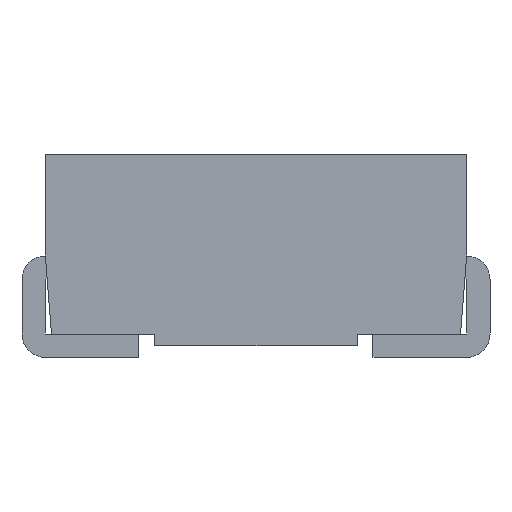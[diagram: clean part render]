
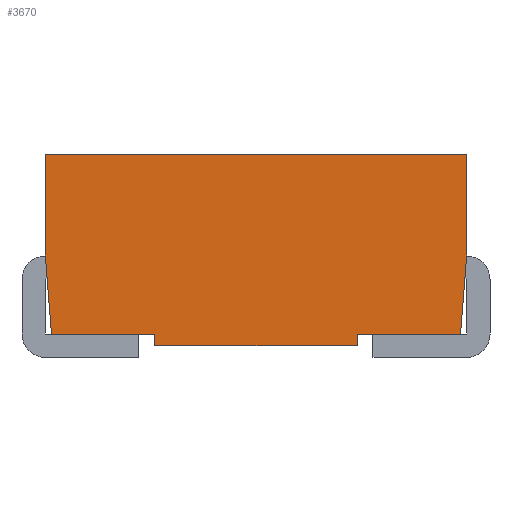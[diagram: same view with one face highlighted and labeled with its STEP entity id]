
A CAD part, front view. The second image highlights one B-rep face of the part: STEP entity #3670.
In plain terms, the highlighted planar face has unit normal (0, -1, 0).
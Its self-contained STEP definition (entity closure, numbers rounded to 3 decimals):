
#3265 = VERTEX_POINT('',#3266);
#3266 = CARTESIAN_POINT('',(-1.35,-1.,1.3));
#3272 = EDGE_CURVE('',#3265,#3273,#3275,.T.);
#3273 = VERTEX_POINT('',#3274);
#3274 = CARTESIAN_POINT('',(1.35,-1.,1.3));
#3275 = LINE('',#3276,#3277);
#3276 = CARTESIAN_POINT('',(2.685,-1.,1.3));
#3277 = VECTOR('',#3278,1.);
#3278 = DIRECTION('',(1.,0.,0.));
#3327 = VERTEX_POINT('',#3328);
#3328 = CARTESIAN_POINT('',(-1.35,-1.,0.65));
#3334 = EDGE_CURVE('',#3327,#3265,#3335,.T.);
#3335 = LINE('',#3336,#3337);
#3336 = CARTESIAN_POINT('',(-1.35,-1.,0.65));
#3337 = VECTOR('',#3338,1.);
#3338 = DIRECTION('',(0.,0.,1.));
#3376 = VERTEX_POINT('',#3377);
#3377 = CARTESIAN_POINT('',(-1.311,-1.,0.15));
#3383 = EDGE_CURVE('',#3376,#3327,#3384,.T.);
#3384 = LINE('',#3385,#3386);
#3385 = CARTESIAN_POINT('',(-1.325,-1.,
    0.334));
#3386 = VECTOR('',#3387,1.);
#3387 = DIRECTION('',(-0.078,0.,
    0.997));
#3431 = VERTEX_POINT('',#3432);
#3432 = CARTESIAN_POINT('',(-0.65,-1.,0.15));
#3438 = EDGE_CURVE('',#3376,#3431,#3439,.T.);
#3439 = LINE('',#3440,#3441);
#3440 = CARTESIAN_POINT('',(2.685,-1.,0.15));
#3441 = VECTOR('',#3442,1.);
#3442 = DIRECTION('',(1.,0.,0.));
#3492 = VERTEX_POINT('',#3493);
#3493 = CARTESIAN_POINT('',(1.35,-1.,0.65));
#3499 = EDGE_CURVE('',#3500,#3492,#3502,.T.);
#3500 = VERTEX_POINT('',#3501);
#3501 = CARTESIAN_POINT('',(1.311,-1.,0.15));
#3502 = LINE('',#3503,#3504);
#3503 = CARTESIAN_POINT('',(1.358,-1.,0.754
    ));
#3504 = VECTOR('',#3505,1.);
#3505 = DIRECTION('',(0.078,0.,
    0.997));
#3561 = EDGE_CURVE('',#3500,#3562,#3564,.T.);
#3562 = VERTEX_POINT('',#3563);
#3563 = CARTESIAN_POINT('',(0.65,-1.,0.15));
#3564 = LINE('',#3565,#3566);
#3565 = CARTESIAN_POINT('',(2.685,-1.,0.15));
#3566 = VECTOR('',#3567,1.);
#3567 = DIRECTION('',(-1.,0.,0.));
#3585 = EDGE_CURVE('',#3492,#3273,#3586,.T.);
#3586 = LINE('',#3587,#3588);
#3587 = CARTESIAN_POINT('',(1.35,-1.,0.65));
#3588 = VECTOR('',#3589,1.);
#3589 = DIRECTION('',(0.,0.,1.));
#3609 = EDGE_CURVE('',#3562,#3610,#3612,.T.);
#3610 = VERTEX_POINT('',#3611);
#3611 = CARTESIAN_POINT('',(0.65,-1.,
    0.075));
#3612 = LINE('',#3613,#3614);
#3613 = CARTESIAN_POINT('',(0.65,-1.,0.65));
#3614 = VECTOR('',#3615,1.);
#3615 = DIRECTION('',(0.,0.,-1.));
#3633 = EDGE_CURVE('',#3634,#3610,#3636,.T.);
#3634 = VERTEX_POINT('',#3635);
#3635 = CARTESIAN_POINT('',(-0.65,-1.,
    0.075));
#3636 = LINE('',#3637,#3638);
#3637 = CARTESIAN_POINT('',(2.685,-1.,
    0.075));
#3638 = VECTOR('',#3639,1.);
#3639 = DIRECTION('',(1.,0.,0.));
#3657 = EDGE_CURVE('',#3431,#3634,#3658,.T.);
#3658 = LINE('',#3659,#3660);
#3659 = CARTESIAN_POINT('',(-0.65,-1.,0.65));
#3660 = VECTOR('',#3661,1.);
#3661 = DIRECTION('',(0.,0.,-1.));
#3670 = ADVANCED_FACE('',(#3671),#3683,.T.);
#3671 = FACE_BOUND('',#3672,.T.);
#3672 = EDGE_LOOP('',(#3673,#3674,#3675,#3676,#3677,#3678,#3679,#3680,
    #3681,#3682));
#3673 = ORIENTED_EDGE('',*,*,#3383,.F.);
#3674 = ORIENTED_EDGE('',*,*,#3438,.T.);
#3675 = ORIENTED_EDGE('',*,*,#3657,.T.);
#3676 = ORIENTED_EDGE('',*,*,#3633,.T.);
#3677 = ORIENTED_EDGE('',*,*,#3609,.F.);
#3678 = ORIENTED_EDGE('',*,*,#3561,.F.);
#3679 = ORIENTED_EDGE('',*,*,#3499,.T.);
#3680 = ORIENTED_EDGE('',*,*,#3585,.T.);
#3681 = ORIENTED_EDGE('',*,*,#3272,.F.);
#3682 = ORIENTED_EDGE('',*,*,#3334,.F.);
#3683 = PLANE('',#3684);
#3684 = AXIS2_PLACEMENT_3D('',#3685,#3686,#3687);
#3685 = CARTESIAN_POINT('',(2.685,-1.,0.65));
#3686 = DIRECTION('',(0.,-1.,0.));
#3687 = DIRECTION('',(1.,0.,0.));
